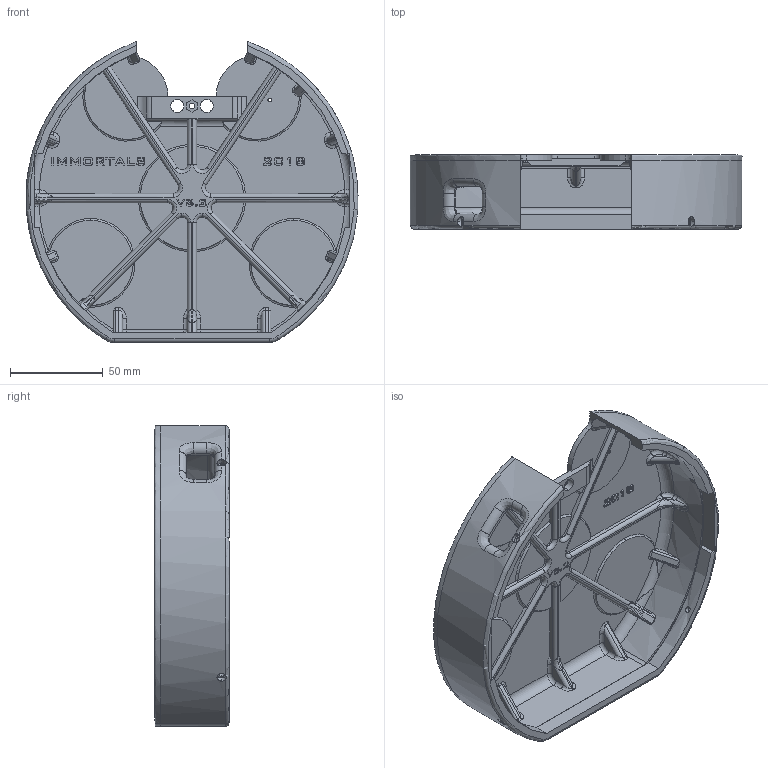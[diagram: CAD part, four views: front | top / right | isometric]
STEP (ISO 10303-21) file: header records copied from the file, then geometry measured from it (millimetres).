
FILE_DESCRIPTION (( 'STEP AP203' ), '1' );
FILE_NAME ('second floor.STEP', '2018-06-11T01:59:31', ( '' ), ( '' ), 'SwSTEP 2.0', 'SolidWorks 2016', '' );
FILE_SCHEMA (( 'CONFIG_CONTROL_DESIGN' ));
Products named in the file (1): second floor
Bounding box: 179.36 x 40 x 162.59 mm (x, y, z)
Volume: 109671.3 mm3; surface area: 91817.1 mm2
Topology: 1 solids, 1 shells, 938 faces, 2462 edges, 1554 vertices
Faces by surface type: plane 424, bspline 226, cylinder 206, torus 80, sphere 2
Entity records: 39596 total; most frequent: CARTESIAN_POINT 18407, ORIENTED_EDGE 4900, DIRECTION 3645, EDGE_CURVE 2450, VERTEX_POINT 1554, VECTOR 1333, LINE 1333, AXIS2_PLACEMENT_3D 1156
